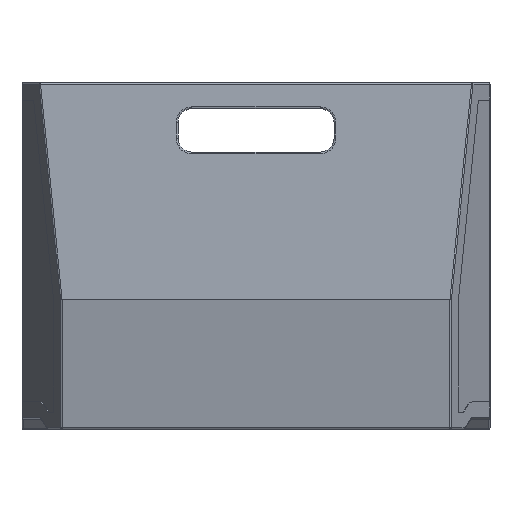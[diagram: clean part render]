
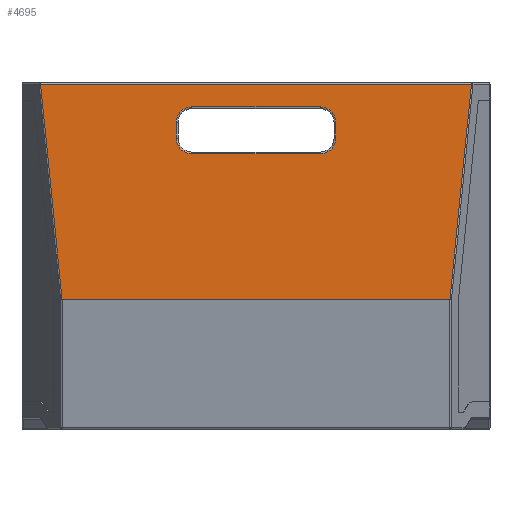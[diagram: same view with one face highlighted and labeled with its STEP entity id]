
A CAD part, front view. The second image highlights one B-rep face of the part: STEP entity #4695.
In plain terms, the highlighted planar face has unit normal (0, -1, 0).
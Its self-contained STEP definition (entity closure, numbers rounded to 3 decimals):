
#104=FACE_BOUND('',#1447,.T.);
#110=PLANE('',#5070);
#210=LINE('',#7404,#593);
#211=LINE('',#7415,#594);
#213=LINE('',#7425,#596);
#214=LINE('',#7433,#597);
#218=LINE('',#7446,#601);
#219=LINE('',#7448,#602);
#220=LINE('',#7450,#603);
#221=LINE('',#7451,#604);
#593=VECTOR('',#5744,10.);
#594=VECTOR('',#5757,10.);
#596=VECTOR('',#5771,10.);
#597=VECTOR('',#5782,10.);
#601=VECTOR('',#5800,10.);
#602=VECTOR('',#5801,10.);
#603=VECTOR('',#5802,10.);
#604=VECTOR('',#5803,10.);
#1122=FACE_OUTER_BOUND('',#1446,.T.);
#1446=EDGE_LOOP('',(#3295,#3296,#3297,#3298));
#1447=EDGE_LOOP('',(#3299,#3300,#3301,#3302,#3303,#3304,#3305,#3306));
#1766=CIRCLE('',#5049,9.);
#1770=CIRCLE('',#5055,9.);
#1774=CIRCLE('',#5061,9.);
#1776=CIRCLE('',#5065,9.);
#2085=VERTEX_POINT('',#7398);
#2087=VERTEX_POINT('',#7402);
#2089=VERTEX_POINT('',#7407);
#2091=VERTEX_POINT('',#7413);
#2092=VERTEX_POINT('',#7418);
#2093=VERTEX_POINT('',#7423);
#2094=VERTEX_POINT('',#7427);
#2095=VERTEX_POINT('',#7431);
#2096=VERTEX_POINT('',#7444);
#2097=VERTEX_POINT('',#7445);
#2098=VERTEX_POINT('',#7447);
#2099=VERTEX_POINT('',#7449);
#2503=EDGE_CURVE('',#2087,#2085,#210,.T.);
#2505=EDGE_CURVE('',#2089,#2087,#1766,.T.);
#2508=EDGE_CURVE('',#2091,#2089,#211,.T.);
#2511=EDGE_CURVE('',#2092,#2091,#1770,.T.);
#2514=EDGE_CURVE('',#2093,#2092,#213,.T.);
#2516=EDGE_CURVE('',#2094,#2093,#1774,.T.);
#2518=EDGE_CURVE('',#2095,#2094,#214,.T.);
#2519=EDGE_CURVE('',#2085,#2095,#1776,.T.);
#2523=EDGE_CURVE('',#2096,#2097,#218,.T.);
#2524=EDGE_CURVE('',#2098,#2096,#219,.T.);
#2525=EDGE_CURVE('',#2099,#2098,#220,.T.);
#2526=EDGE_CURVE('',#2097,#2099,#221,.T.);
#3295=ORIENTED_EDGE('',*,*,#2523,.F.);
#3296=ORIENTED_EDGE('',*,*,#2524,.F.);
#3297=ORIENTED_EDGE('',*,*,#2525,.F.);
#3298=ORIENTED_EDGE('',*,*,#2526,.F.);
#3299=ORIENTED_EDGE('',*,*,#2503,.F.);
#3300=ORIENTED_EDGE('',*,*,#2505,.F.);
#3301=ORIENTED_EDGE('',*,*,#2508,.F.);
#3302=ORIENTED_EDGE('',*,*,#2511,.F.);
#3303=ORIENTED_EDGE('',*,*,#2514,.F.);
#3304=ORIENTED_EDGE('',*,*,#2516,.F.);
#3305=ORIENTED_EDGE('',*,*,#2518,.F.);
#3306=ORIENTED_EDGE('',*,*,#2519,.F.);
#4695=ADVANCED_FACE('',(#1122,#104),#110,.T.);
#5049=AXIS2_PLACEMENT_3D('',#7409,#5749,#5750);
#5055=AXIS2_PLACEMENT_3D('',#7420,#5763,#5764);
#5061=AXIS2_PLACEMENT_3D('',#7429,#5776,#5777);
#5065=AXIS2_PLACEMENT_3D('',#7435,#5785,#5786);
#5070=AXIS2_PLACEMENT_3D('',#7443,#5798,#5799);
#5744=DIRECTION('',(0.,0.,-1.));
#5749=DIRECTION('center_axis',(0.,-1.,0.));
#5750=DIRECTION('ref_axis',(-0.707,0.,0.707));
#5757=DIRECTION('',(-1.,0.,0.));
#5763=DIRECTION('center_axis',(0.,-1.,0.));
#5764=DIRECTION('ref_axis',(0.707,0.,0.707));
#5771=DIRECTION('',(0.,0.,1.));
#5776=DIRECTION('center_axis',(0.,-1.,0.));
#5777=DIRECTION('ref_axis',(0.707,0.,-0.707));
#5782=DIRECTION('',(1.,0.,0.));
#5785=DIRECTION('center_axis',(0.,-1.,0.));
#5786=DIRECTION('ref_axis',(-0.707,0.,-0.707));
#5798=DIRECTION('center_axis',(0.,-1.,0.));
#5799=DIRECTION('ref_axis',(1.,0.,0.));
#5800=DIRECTION('',(-0.1,0.,-0.995));
#5801=DIRECTION('',(1.,0.,0.));
#5802=DIRECTION('',(-0.1,0.,0.995));
#5803=DIRECTION('',(-1.,0.,0.));
#7398=CARTESIAN_POINT('',(-46.,-95.,168.));
#7402=CARTESIAN_POINT('',(-46.,-95.,177.));
#7404=CARTESIAN_POINT('',(-46.,-95.,84.));
#7407=CARTESIAN_POINT('',(-37.,-95.,186.));
#7409=CARTESIAN_POINT('Origin',(-37.,-95.,177.));
#7413=CARTESIAN_POINT('',(37.,-95.,186.));
#7415=CARTESIAN_POINT('',(-86.,-95.,186.));
#7418=CARTESIAN_POINT('',(46.,-95.,177.));
#7420=CARTESIAN_POINT('Origin',(37.,-95.,177.));
#7423=CARTESIAN_POINT('',(46.,-95.,168.));
#7425=CARTESIAN_POINT('',(46.,-95.,88.5));
#7427=CARTESIAN_POINT('',(37.,-95.,159.));
#7429=CARTESIAN_POINT('Origin',(37.,-95.,168.));
#7431=CARTESIAN_POINT('',(-37.,-95.,159.));
#7433=CARTESIAN_POINT('',(-49.,-95.,159.));
#7435=CARTESIAN_POINT('Origin',(-37.,-95.,168.));
#7443=CARTESIAN_POINT('Origin',(-135.,-95.,0.));
#7444=CARTESIAN_POINT('',(124.278,-95.,199.));
#7445=CARTESIAN_POINT('',(111.887,-95.,75.099));
#7446=CARTESIAN_POINT('',(103.344,-95.,-10.334));
#7447=CARTESIAN_POINT('',(-124.278,-95.,199.));
#7448=CARTESIAN_POINT('',(-135.,-95.,199.));
#7449=CARTESIAN_POINT('',(-111.887,-95.,75.099));
#7450=CARTESIAN_POINT('',(-104.681,-95.,3.032));
#7451=CARTESIAN_POINT('',(-135.,-95.,75.099));
